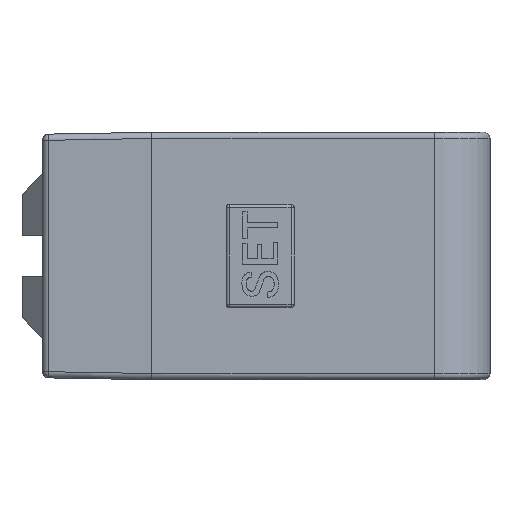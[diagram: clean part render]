
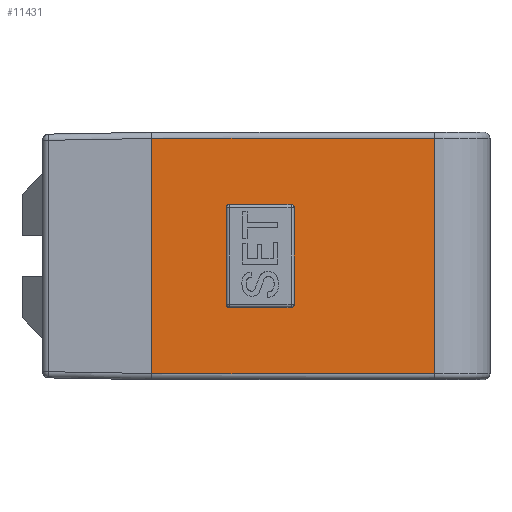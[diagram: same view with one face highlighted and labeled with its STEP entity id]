
A CAD part, left-side view. The second image highlights one B-rep face of the part: STEP entity #11431.
In plain terms, the highlighted planar face has unit normal (-1, -0.018, 0).
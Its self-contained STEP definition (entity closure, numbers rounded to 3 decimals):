
#4022=DIRECTION('',(0.,0.,1.));
#4023=VECTOR('',#4022,4.7);
#4024=CARTESIAN_POINT('',(-16.03,-6.9,-2.35));
#4025=LINE('',#4024,#4023);
#4026=DIRECTION('',(-0.017,1.,0.));
#4027=VECTOR('',#4026,3.);
#4028=CARTESIAN_POINT('',(-16.032,-6.75,2.5));
#4029=LINE('',#4028,#4027);
#4030=DIRECTION('',(0.,0.,-1.));
#4031=VECTOR('',#4030,4.7);
#4032=CARTESIAN_POINT('',(-16.087,-3.6,2.35));
#4033=LINE('',#4032,#4031);
#4034=DIRECTION('',(0.017,-1.,0.));
#4035=VECTOR('',#4034,3.);
#4036=CARTESIAN_POINT('',(-16.085,-3.75,-2.5));
#4037=LINE('',#4036,#4035);
#4038=DIRECTION('',(-0.017,1.,0.));
#4039=VECTOR('',#4038,13.7);
#4040=CARTESIAN_POINT('',(-15.911,-13.698,-5.7));
#4041=LINE('',#4040,#4039);
#4042=DIRECTION('',(0.017,-1.,0.));
#4043=VECTOR('',#4042,13.7);
#4044=CARTESIAN_POINT('',(-16.15,0.,5.7));
#4045=LINE('',#4044,#4043);
#4046=DIRECTION('',(0.,0.,-1.));
#4047=VECTOR('',#4046,11.4);
#4048=CARTESIAN_POINT('',(-15.911,-13.698,5.7));
#4049=LINE('',#4048,#4047);
#4089=CARTESIAN_POINT('',(-16.03,-6.9,-2.35));
#4090=CARTESIAN_POINT('',(-16.03,-6.9,-2.4));
#4091=CARTESIAN_POINT('',(-16.03,-6.862,
-2.462));
#4092=CARTESIAN_POINT('',(-16.031,-6.8,-2.5));
#4093=CARTESIAN_POINT('',(-16.032,-6.75,-2.5));
#4095=CARTESIAN_POINT('',(-16.085,-3.75,-2.5));
#4096=CARTESIAN_POINT('',(-16.085,-3.7,-2.5));
#4097=CARTESIAN_POINT('',(-16.087,-3.638,
-2.462));
#4098=CARTESIAN_POINT('',(-16.087,-3.6,-2.4));
#4099=CARTESIAN_POINT('',(-16.087,-3.6,-2.35));
#4113=CARTESIAN_POINT('',(-16.087,-3.6,2.35));
#4114=CARTESIAN_POINT('',(-16.087,-3.6,2.4));
#4115=CARTESIAN_POINT('',(-16.087,-3.638,
2.462));
#4116=CARTESIAN_POINT('',(-16.085,-3.7,2.5));
#4117=CARTESIAN_POINT('',(-16.085,-3.75,2.5));
#4131=CARTESIAN_POINT('',(-16.032,-6.75,2.5));
#4132=CARTESIAN_POINT('',(-16.031,-6.8,2.5));
#4133=CARTESIAN_POINT('',(-16.03,-6.862,
2.462));
#4134=CARTESIAN_POINT('',(-16.03,-6.9,2.4));
#4135=CARTESIAN_POINT('',(-16.03,-6.9,2.35));
#4908=DIRECTION('',(0.,0.,1.));
#4909=VECTOR('',#4908,11.4);
#4910=CARTESIAN_POINT('',(-16.15,0.,-5.7));
#4911=LINE('',#4910,#4909);
#5576=CARTESIAN_POINT('',(-16.032,-6.75,-2.5));
#5578=VERTEX_POINT('',#5576);
#5579=CARTESIAN_POINT('',(-16.03,-6.9,-2.35));
#5580=VERTEX_POINT('',#5579);
#5586=CARTESIAN_POINT('',(-16.087,-3.6,-2.35));
#5588=VERTEX_POINT('',#5586);
#5589=CARTESIAN_POINT('',(-16.085,-3.75,-2.5));
#5590=VERTEX_POINT('',#5589);
#5596=CARTESIAN_POINT('',(-16.085,-3.75,2.5));
#5598=VERTEX_POINT('',#5596);
#5599=CARTESIAN_POINT('',(-16.087,-3.6,2.35));
#5600=VERTEX_POINT('',#5599);
#5603=CARTESIAN_POINT('',(-16.03,-6.9,2.35));
#5604=VERTEX_POINT('',#5603);
#5605=CARTESIAN_POINT('',(-16.032,-6.75,2.5));
#5606=VERTEX_POINT('',#5605);
#5799=CARTESIAN_POINT('',(-15.911,-13.698,-5.7));
#5800=VERTEX_POINT('',#5799);
#5801=CARTESIAN_POINT('',(-16.15,0.,-5.7));
#5802=VERTEX_POINT('',#5801);
#5811=CARTESIAN_POINT('',(-16.15,0.,5.7));
#5812=VERTEX_POINT('',#5811);
#5835=CARTESIAN_POINT('',(-15.911,-13.698,5.7));
#5836=VERTEX_POINT('',#5835);
#11399=CARTESIAN_POINT('',(-16.15,0.,-7.489));
#11400=DIRECTION('',(-1.,-0.017,0.));
#11401=DIRECTION('',(0.,0.,1.));
#11402=AXIS2_PLACEMENT_3D('',#11399,#11400,#11401);
#11403=PLANE('',#11402);
#11404=ORIENTED_EDGE('',*,*,#11383,.T.);
#11406=ORIENTED_EDGE('',*,*,#11405,.T.);
#11408=ORIENTED_EDGE('',*,*,#11407,.T.);
#11410=ORIENTED_EDGE('',*,*,#11409,.T.);
#11411=EDGE_LOOP('',(#11404,#11406,#11408,#11410));
#11412=FACE_OUTER_BOUND('',#11411,.F.);
#11414=ORIENTED_EDGE('',*,*,#11413,.T.);
#11416=ORIENTED_EDGE('',*,*,#11415,.F.);
#11418=ORIENTED_EDGE('',*,*,#11417,.T.);
#11420=ORIENTED_EDGE('',*,*,#11419,.F.);
#11422=ORIENTED_EDGE('',*,*,#11421,.T.);
#11424=ORIENTED_EDGE('',*,*,#11423,.F.);
#11426=ORIENTED_EDGE('',*,*,#11425,.T.);
#11428=ORIENTED_EDGE('',*,*,#11427,.F.);
#11429=EDGE_LOOP('',(#11414,#11416,#11418,#11420,#11422,#11424,#11426,#11428));
#11430=FACE_BOUND('',#11429,.F.);
#4094=B_SPLINE_CURVE_WITH_KNOTS('',3,(#4089,#4090,#4091,#4092,#4093),
.UNSPECIFIED.,.F.,.F.,(4,1,4),(0.,0.5,1.),.UNSPECIFIED.);
#4100=B_SPLINE_CURVE_WITH_KNOTS('',3,(#4095,#4096,#4097,#4098,#4099),
.UNSPECIFIED.,.F.,.F.,(4,1,4),(0.,0.5,1.),.UNSPECIFIED.);
#4118=B_SPLINE_CURVE_WITH_KNOTS('',3,(#4113,#4114,#4115,#4116,#4117),
.UNSPECIFIED.,.F.,.F.,(4,1,4),(0.,0.5,1.),.UNSPECIFIED.);
#4136=B_SPLINE_CURVE_WITH_KNOTS('',3,(#4131,#4132,#4133,#4134,#4135),
.UNSPECIFIED.,.F.,.F.,(4,1,4),(0.,0.5,1.),.UNSPECIFIED.);
#11383=EDGE_CURVE('',#5800,#5802,#4041,.T.);
#11405=EDGE_CURVE('',#5802,#5812,#4911,.T.);
#11407=EDGE_CURVE('',#5812,#5836,#4045,.T.);
#11409=EDGE_CURVE('',#5836,#5800,#4049,.T.);
#11413=EDGE_CURVE('',#5580,#5604,#4025,.T.);
#11415=EDGE_CURVE('',#5606,#5604,#4136,.T.);
#11417=EDGE_CURVE('',#5606,#5598,#4029,.T.);
#11419=EDGE_CURVE('',#5600,#5598,#4118,.T.);
#11421=EDGE_CURVE('',#5600,#5588,#4033,.T.);
#11423=EDGE_CURVE('',#5590,#5588,#4100,.T.);
#11425=EDGE_CURVE('',#5590,#5578,#4037,.T.);
#11427=EDGE_CURVE('',#5580,#5578,#4094,.T.);
#11431=ADVANCED_FACE('',(#11412,#11430),#11403,.T.);
